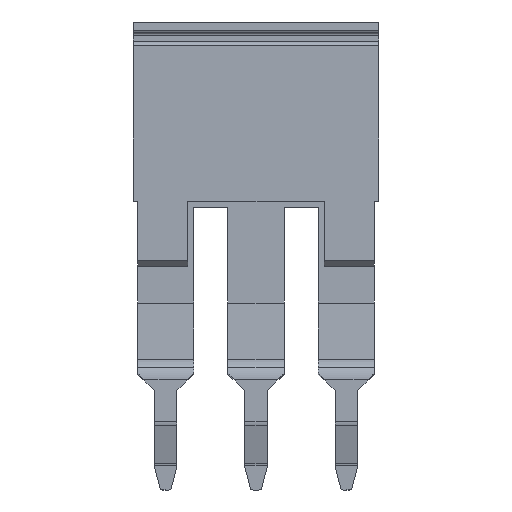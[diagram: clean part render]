
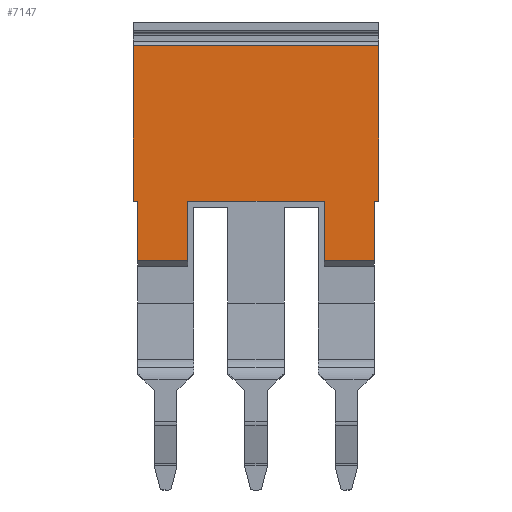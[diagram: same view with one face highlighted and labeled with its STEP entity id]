
A CAD part, front view. The second image highlights one B-rep face of the part: STEP entity #7147.
In plain terms, the highlighted planar face has unit normal (0, -1, 0).
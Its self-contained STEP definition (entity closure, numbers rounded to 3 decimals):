
#7089=AXIS2_PLACEMENT_3D('Plane Axis2P3D',#7086,#7087,#7088) ;
#6478=CARTESIAN_POINT('Line Origine',(29.65,0.4,15.5)) ;
#6482=CARTESIAN_POINT('Vertex',(0.3,0.4,15.5)) ;
#6484=CARTESIAN_POINT('Vertex',(3.7,0.4,15.5)) ;
#6586=CARTESIAN_POINT('Vertex',(0.3,0.4,19.5)) ;
#6594=CARTESIAN_POINT('Line Origine',(0.3,0.4,17.5)) ;
#6619=CARTESIAN_POINT('Vertex',(0.,0.4,19.5)) ;
#6627=CARTESIAN_POINT('Line Origine',(0.15,0.4,19.5)) ;
#6644=CARTESIAN_POINT('Line Origine',(0.,0.4,24.75)) ;
#6648=CARTESIAN_POINT('Vertex',(0.,0.4,30.)) ;
#6782=CARTESIAN_POINT('Vertex',(3.7,0.4,19.5)) ;
#6785=CARTESIAN_POINT('Line Origine',(3.7,0.4,17.5)) ;
#7051=CARTESIAN_POINT('Line Origine',(16.45,0.4,30.)) ;
#7055=CARTESIAN_POINT('Vertex',(16.3,0.4,30.)) ;
#7057=CARTESIAN_POINT('Vertex',(16.6,0.4,30.)) ;
#7065=CARTESIAN_POINT('Line Origine',(0.15,0.4,30.)) ;
#7069=CARTESIAN_POINT('Vertex',(0.3,0.4,30.)) ;
#7072=CARTESIAN_POINT('Line Origine',(8.3,0.4,30.)) ;
#7086=CARTESIAN_POINT('Axis2P3D Location',(57.1,0.4,19.5)) ;
#7091=CARTESIAN_POINT('Line Origine',(8.3,0.4,19.5)) ;
#7095=CARTESIAN_POINT('Vertex',(12.9,0.4,19.5)) ;
#7098=CARTESIAN_POINT('Line Origine',(12.9,0.4,17.5)) ;
#7102=CARTESIAN_POINT('Vertex',(12.9,0.4,15.5)) ;
#7105=CARTESIAN_POINT('Line Origine',(14.6,0.4,15.5)) ;
#7109=CARTESIAN_POINT('Vertex',(16.3,0.4,15.5)) ;
#7112=CARTESIAN_POINT('Line Origine',(16.3,0.4,17.5)) ;
#7116=CARTESIAN_POINT('Vertex',(16.3,0.4,19.5)) ;
#7119=CARTESIAN_POINT('Line Origine',(16.45,0.4,19.5)) ;
#7123=CARTESIAN_POINT('Vertex',(16.6,0.4,19.5)) ;
#7126=CARTESIAN_POINT('Line Origine',(16.6,0.4,24.75)) ;
#6479=DIRECTION('Vector Direction',(-1.,0.,0.)) ;
#6595=DIRECTION('Vector Direction',(0.,0.,-1.)) ;
#6628=DIRECTION('Vector Direction',(-1.,0.,0.)) ;
#6645=DIRECTION('Vector Direction',(0.,0.,-1.)) ;
#6786=DIRECTION('Vector Direction',(0.,0.,1.)) ;
#7052=DIRECTION('Vector Direction',(-1.,0.,0.)) ;
#7066=DIRECTION('Vector Direction',(-1.,0.,0.)) ;
#7073=DIRECTION('Vector Direction',(-1.,0.,0.)) ;
#7087=DIRECTION('Axis2P3D Direction',(0.,-1.,0.)) ;
#7088=DIRECTION('Axis2P3D XDirection',(0.,0.,1.)) ;
#7092=DIRECTION('Vector Direction',(1.,0.,0.)) ;
#7099=DIRECTION('Vector Direction',(0.,0.,1.)) ;
#7106=DIRECTION('Vector Direction',(1.,0.,0.)) ;
#7113=DIRECTION('Vector Direction',(0.,0.,-1.)) ;
#7120=DIRECTION('Vector Direction',(-1.,0.,0.)) ;
#7127=DIRECTION('Vector Direction',(0.,0.,-1.)) ;
#6480=VECTOR('Line Direction',#6479,1.) ;
#6596=VECTOR('Line Direction',#6595,1.) ;
#6629=VECTOR('Line Direction',#6628,1.) ;
#6646=VECTOR('Line Direction',#6645,1.) ;
#6787=VECTOR('Line Direction',#6786,1.) ;
#7053=VECTOR('Line Direction',#7052,1.) ;
#7067=VECTOR('Line Direction',#7066,1.) ;
#7074=VECTOR('Line Direction',#7073,1.) ;
#7093=VECTOR('Line Direction',#7092,1.) ;
#7100=VECTOR('Line Direction',#7099,1.) ;
#7107=VECTOR('Line Direction',#7106,1.) ;
#7114=VECTOR('Line Direction',#7113,1.) ;
#7121=VECTOR('Line Direction',#7120,1.) ;
#7128=VECTOR('Line Direction',#7127,1.) ;
#7132=ORIENTED_EDGE('',*,*,#7076,.T.) ;
#7133=ORIENTED_EDGE('',*,*,#7071,.T.) ;
#7134=ORIENTED_EDGE('',*,*,#6650,.T.) ;
#7135=ORIENTED_EDGE('',*,*,#6631,.F.) ;
#7136=ORIENTED_EDGE('',*,*,#6598,.T.) ;
#7137=ORIENTED_EDGE('',*,*,#6486,.T.) ;
#7138=ORIENTED_EDGE('',*,*,#6789,.T.) ;
#7139=ORIENTED_EDGE('',*,*,#7097,.F.) ;
#7140=ORIENTED_EDGE('',*,*,#7104,.F.) ;
#7141=ORIENTED_EDGE('',*,*,#7111,.F.) ;
#7142=ORIENTED_EDGE('',*,*,#7118,.F.) ;
#7143=ORIENTED_EDGE('',*,*,#7125,.T.) ;
#7144=ORIENTED_EDGE('',*,*,#7130,.F.) ;
#7145=ORIENTED_EDGE('',*,*,#7059,.F.) ;
#7147=ADVANCED_FACE('Kunststoff',(#7146),#7090,.T.) ;
#6486=EDGE_CURVE('',#6483,#6485,#6481,.F.) ;
#6598=EDGE_CURVE('',#6587,#6483,#6597,.T.) ;
#6631=EDGE_CURVE('',#6587,#6620,#6630,.T.) ;
#6650=EDGE_CURVE('',#6649,#6620,#6647,.T.) ;
#6789=EDGE_CURVE('',#6485,#6783,#6788,.T.) ;
#7059=EDGE_CURVE('',#7056,#7058,#7054,.F.) ;
#7071=EDGE_CURVE('',#7070,#6649,#7068,.T.) ;
#7076=EDGE_CURVE('',#7056,#7070,#7075,.T.) ;
#7097=EDGE_CURVE('',#7096,#6783,#7094,.F.) ;
#7104=EDGE_CURVE('',#7103,#7096,#7101,.T.) ;
#7111=EDGE_CURVE('',#7110,#7103,#7108,.F.) ;
#7118=EDGE_CURVE('',#7117,#7110,#7115,.T.) ;
#7125=EDGE_CURVE('',#7117,#7124,#7122,.F.) ;
#7130=EDGE_CURVE('',#7058,#7124,#7129,.T.) ;
#7131=EDGE_LOOP('',(#7132,#7133,#7134,#7135,#7136,#7137,#7138,#7139,#7140,#7141,#7142,#7143,#7144,#7145)) ;
#7146=FACE_OUTER_BOUND('',#7131,.T.) ;
#6481=LINE('Line',#6478,#6480) ;
#6597=LINE('Line',#6594,#6596) ;
#6630=LINE('Line',#6627,#6629) ;
#6647=LINE('Line',#6644,#6646) ;
#6788=LINE('Line',#6785,#6787) ;
#7054=LINE('Line',#7051,#7053) ;
#7068=LINE('Line',#7065,#7067) ;
#7075=LINE('Line',#7072,#7074) ;
#7094=LINE('Line',#7091,#7093) ;
#7101=LINE('Line',#7098,#7100) ;
#7108=LINE('Line',#7105,#7107) ;
#7115=LINE('Line',#7112,#7114) ;
#7122=LINE('Line',#7119,#7121) ;
#7129=LINE('Line',#7126,#7128) ;
#7090=PLANE('',#7089) ;
#6483=VERTEX_POINT('',#6482) ;
#6485=VERTEX_POINT('',#6484) ;
#6587=VERTEX_POINT('',#6586) ;
#6620=VERTEX_POINT('',#6619) ;
#6649=VERTEX_POINT('',#6648) ;
#6783=VERTEX_POINT('',#6782) ;
#7056=VERTEX_POINT('',#7055) ;
#7058=VERTEX_POINT('',#7057) ;
#7070=VERTEX_POINT('',#7069) ;
#7096=VERTEX_POINT('',#7095) ;
#7103=VERTEX_POINT('',#7102) ;
#7110=VERTEX_POINT('',#7109) ;
#7117=VERTEX_POINT('',#7116) ;
#7124=VERTEX_POINT('',#7123) ;
